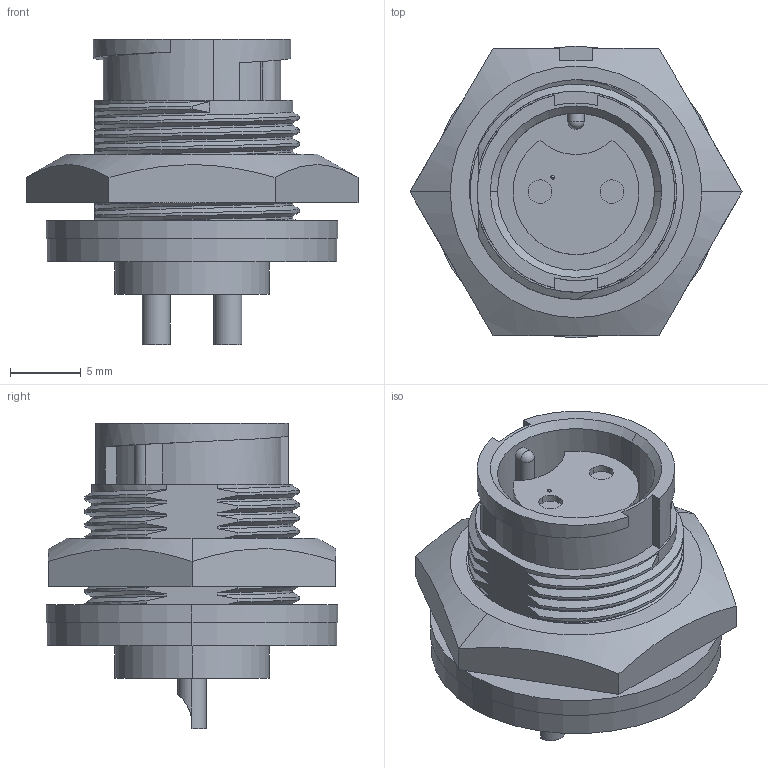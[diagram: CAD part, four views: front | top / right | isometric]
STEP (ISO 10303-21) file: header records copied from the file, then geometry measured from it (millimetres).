
FILE_DESCRIPTION (( 'STEP AP203' ), '1' );
FILE_NAME ('7282-XSG-3ES.STEP', '2015-11-13T17:11:47', ( '' ), ( '' ), 'SwSTEP 2.0', 'SolidWorks 2014', '' );
FILE_SCHEMA (( 'CONFIG_CONTROL_DESIGN' ));
Length unit declared in the file: inch
Products named in the file (1): 7282-XSG-3ES
Bounding box: 23.46 x 20.62 x 21.62 mm (x, y, z)
Volume: 3347.5 mm3; surface area: 2988.1 mm2
Topology: 2 solids, 2 shells, 145 faces, 384 edges, 252 vertices
Faces by surface type: cylinder 73, plane 41, bspline 24, cone 4, sphere 3
Entity records: 10883 total; most frequent: CARTESIAN_POINT 7638, ORIENTED_EDGE 756, DIRECTION 547, EDGE_CURVE 378, VERTEX_POINT 249, AXIS2_PLACEMENT_3D 197, EDGE_LOOP 159, VECTOR 153
